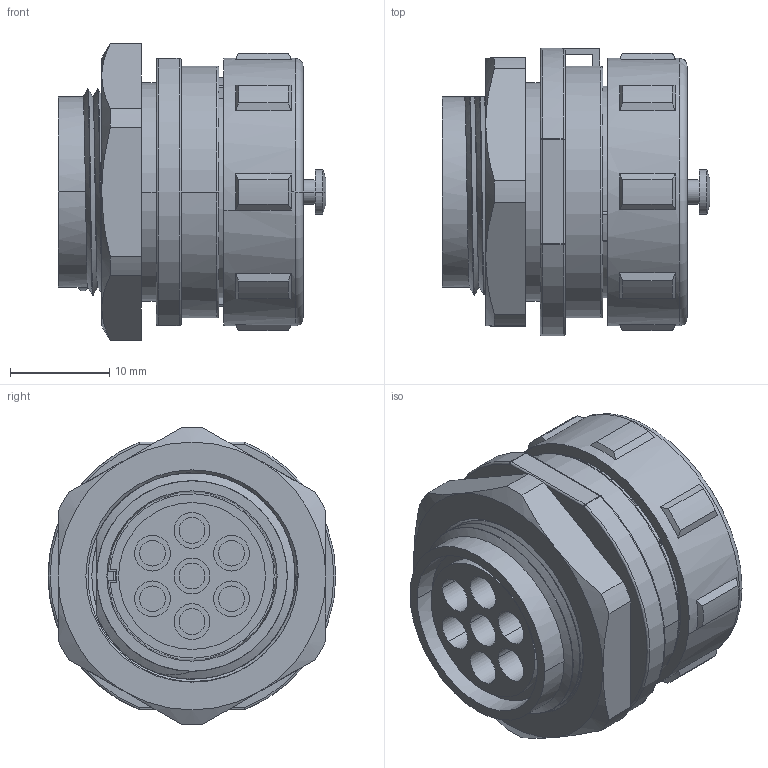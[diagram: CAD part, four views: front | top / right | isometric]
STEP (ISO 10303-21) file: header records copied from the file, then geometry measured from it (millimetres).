
FILE_DESCRIPTION((''),'2;1');
FILE_NAME('SY2112','2016-11-30T',('Administrator'),(''),'PRO/ENGINEER BY PARAMETRIC TECHNOLOGY CORPORATION, 2015240','PRO/ENGINEER BY PARAMETRIC TECHNOLOGY CORPORATION, 2015240','');
FILE_SCHEMA(('CONFIG_CONTROL_DESIGN'));
Length unit declared in the file: millimetre
Products named in the file (1): SY2112
Bounding box: 27 x 29 x 29.99 mm (x, y, z)
Volume: 9572.9 mm3; surface area: 10720.5 mm2
Topology: 1 solids, 1 shells, 339 faces, 851 edges, 542 vertices
Faces by surface type: cylinder 129, plane 122, cone 38, bspline 29, torus 11, sphere 10
Entity records: 14073 total; most frequent: CARTESIAN_POINT 6070, ORIENTED_EDGE 1682, DIRECTION 1631, EDGE_CURVE 841, AXIS2_PLACEMENT_3D 651, VERTEX_POINT 542, EDGE_LOOP 383, CIRCLE 341
